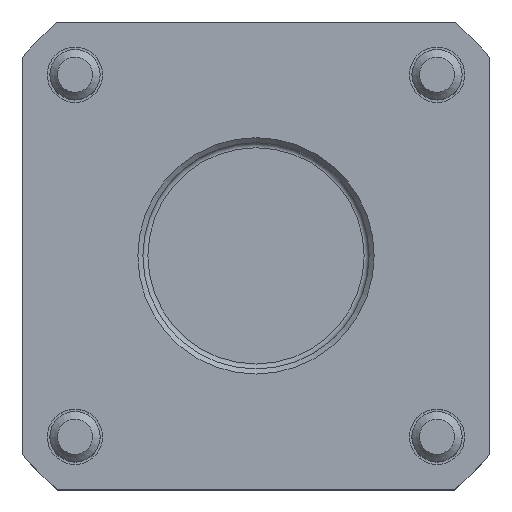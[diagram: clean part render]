
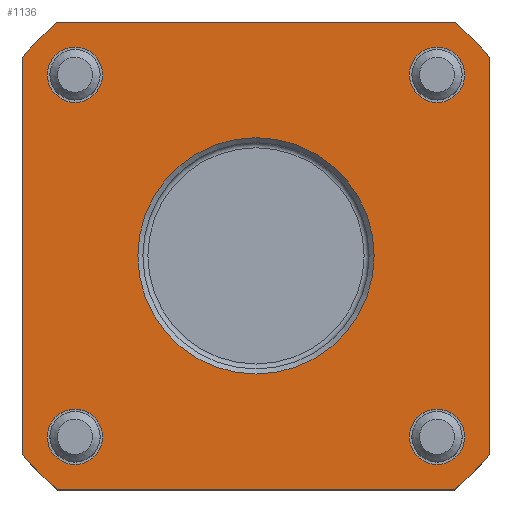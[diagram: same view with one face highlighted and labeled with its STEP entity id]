
A CAD part, top view. The second image highlights one B-rep face of the part: STEP entity #1136.
In plain terms, the highlighted planar face has unit normal (0, 0, 1).
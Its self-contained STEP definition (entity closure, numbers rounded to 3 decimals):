
#155=LINE('',#1826,#211);
#156=LINE('',#1830,#212);
#157=LINE('',#1834,#213);
#158=LINE('',#1838,#214);
#211=VECTOR('',#1448,1000.);
#212=VECTOR('',#1451,1000.);
#213=VECTOR('',#1454,1000.);
#214=VECTOR('',#1457,1000.);
#276=ORIENTED_EDGE('',*,*,#556,.T.);
#277=ORIENTED_EDGE('',*,*,#557,.F.);
#278=ORIENTED_EDGE('',*,*,#558,.F.);
#279=ORIENTED_EDGE('',*,*,#559,.F.);
#280=ORIENTED_EDGE('',*,*,#560,.F.);
#281=ORIENTED_EDGE('',*,*,#561,.F.);
#282=ORIENTED_EDGE('',*,*,#562,.T.);
#283=ORIENTED_EDGE('',*,*,#563,.F.);
#284=ORIENTED_EDGE('',*,*,#564,.T.);
#285=ORIENTED_EDGE('',*,*,#565,.F.);
#286=ORIENTED_EDGE('',*,*,#566,.T.);
#287=ORIENTED_EDGE('',*,*,#567,.F.);
#288=ORIENTED_EDGE('',*,*,#568,.T.);
#556=EDGE_CURVE('',#696,#696,#793,.T.);
#557=EDGE_CURVE('',#697,#697,#794,.T.);
#558=EDGE_CURVE('',#698,#698,#795,.T.);
#559=EDGE_CURVE('',#699,#699,#796,.T.);
#560=EDGE_CURVE('',#700,#700,#797,.T.);
#561=EDGE_CURVE('',#701,#702,#798,.T.);
#562=EDGE_CURVE('',#701,#703,#155,.T.);
#563=EDGE_CURVE('',#704,#703,#799,.T.);
#564=EDGE_CURVE('',#704,#705,#156,.T.);
#565=EDGE_CURVE('',#706,#705,#800,.T.);
#566=EDGE_CURVE('',#706,#707,#157,.T.);
#567=EDGE_CURVE('',#708,#707,#801,.T.);
#568=EDGE_CURVE('',#708,#702,#158,.T.);
#696=VERTEX_POINT('',#1814);
#697=VERTEX_POINT('',#1816);
#698=VERTEX_POINT('',#1818);
#699=VERTEX_POINT('',#1820);
#700=VERTEX_POINT('',#1822);
#701=VERTEX_POINT('',#1824);
#702=VERTEX_POINT('',#1825);
#703=VERTEX_POINT('',#1827);
#704=VERTEX_POINT('',#1829);
#705=VERTEX_POINT('',#1831);
#706=VERTEX_POINT('',#1833);
#707=VERTEX_POINT('',#1835);
#708=VERTEX_POINT('',#1837);
#793=CIRCLE('',#1260,23.5);
#794=CIRCLE('',#1261,5.5);
#795=CIRCLE('',#1262,5.5);
#796=CIRCLE('',#1263,5.5);
#797=CIRCLE('',#1264,5.5);
#798=CIRCLE('',#1265,61.);
#799=CIRCLE('',#1266,61.);
#800=CIRCLE('',#1267,61.);
#801=CIRCLE('',#1268,61.);
#856=EDGE_LOOP('',(#276));
#857=EDGE_LOOP('',(#277));
#858=EDGE_LOOP('',(#278));
#859=EDGE_LOOP('',(#279));
#860=EDGE_LOOP('',(#280));
#861=EDGE_LOOP('',(#281,#282,#283,#284,#285,#286,#287,#288));
#980=FACE_BOUND('',#856,.T.);
#981=FACE_BOUND('',#857,.T.);
#982=FACE_BOUND('',#858,.T.);
#983=FACE_BOUND('',#859,.T.);
#984=FACE_BOUND('',#860,.T.);
#985=FACE_BOUND('',#861,.T.);
#1100=PLANE('',#1259);
#1136=ADVANCED_FACE('',(#980,#981,#982,#983,#984,#985),#1100,.T.);
#1259=AXIS2_PLACEMENT_3D('',#1812,#1434,#1435);
#1260=AXIS2_PLACEMENT_3D('',#1813,#1436,#1437);
#1261=AXIS2_PLACEMENT_3D('',#1815,#1438,#1439);
#1262=AXIS2_PLACEMENT_3D('',#1817,#1440,#1441);
#1263=AXIS2_PLACEMENT_3D('',#1819,#1442,#1443);
#1264=AXIS2_PLACEMENT_3D('',#1821,#1444,#1445);
#1265=AXIS2_PLACEMENT_3D('',#1823,#1446,#1447);
#1266=AXIS2_PLACEMENT_3D('',#1828,#1449,#1450);
#1267=AXIS2_PLACEMENT_3D('',#1832,#1452,#1453);
#1268=AXIS2_PLACEMENT_3D('',#1836,#1455,#1456);
#1434=DIRECTION('',(0.,0.,1.));
#1435=DIRECTION('',(1.,0.,0.));
#1436=DIRECTION('',(0.,0.,-1.));
#1437=DIRECTION('',(-1.,0.,0.));
#1438=DIRECTION('',(0.,0.,1.));
#1439=DIRECTION('',(1.,0.,0.));
#1440=DIRECTION('',(0.,0.,1.));
#1441=DIRECTION('',(1.,0.,0.));
#1442=DIRECTION('',(0.,0.,1.));
#1443=DIRECTION('',(1.,0.,0.));
#1444=DIRECTION('',(0.,0.,1.));
#1445=DIRECTION('',(1.,0.,0.));
#1446=DIRECTION('',(0.,0.,-1.));
#1447=DIRECTION('',(-1.,0.,0.));
#1448=DIRECTION('',(-1.,0.,0.));
#1449=DIRECTION('',(0.,0.,-1.));
#1450=DIRECTION('',(-1.,0.,0.));
#1451=DIRECTION('',(0.,-1.,0.));
#1452=DIRECTION('',(0.,0.,-1.));
#1453=DIRECTION('',(-1.,0.,0.));
#1454=DIRECTION('',(1.,0.,0.));
#1455=DIRECTION('',(0.,0.,-1.));
#1456=DIRECTION('',(-1.,0.,0.));
#1457=DIRECTION('',(0.,1.,0.));
#1812=CARTESIAN_POINT('',(0.,0.,19.));
#1813=CARTESIAN_POINT('',(0.,0.,19.));
#1814=CARTESIAN_POINT('',(-23.5,0.,19.));
#1815=CARTESIAN_POINT('',(-36.,-36.,19.));
#1816=CARTESIAN_POINT('',(-30.5,-36.,19.));
#1817=CARTESIAN_POINT('',(-36.,36.,19.));
#1818=CARTESIAN_POINT('',(-30.5,36.,19.));
#1819=CARTESIAN_POINT('',(36.,-36.,19.));
#1820=CARTESIAN_POINT('',(41.5,-36.,19.));
#1821=CARTESIAN_POINT('',(36.,36.,19.));
#1822=CARTESIAN_POINT('',(41.5,36.,19.));
#1823=CARTESIAN_POINT('',(0.,0.,19.));
#1824=CARTESIAN_POINT('',(39.481,46.5,19.));
#1825=CARTESIAN_POINT('',(46.5,39.481,19.));
#1826=CARTESIAN_POINT('',(46.5,46.5,19.));
#1827=CARTESIAN_POINT('',(-39.481,46.5,19.));
#1828=CARTESIAN_POINT('',(0.,0.,19.));
#1829=CARTESIAN_POINT('',(-46.5,39.481,19.));
#1830=CARTESIAN_POINT('',(-46.5,46.5,19.));
#1831=CARTESIAN_POINT('',(-46.5,-39.481,19.));
#1832=CARTESIAN_POINT('',(0.,0.,19.));
#1833=CARTESIAN_POINT('',(-39.481,-46.5,19.));
#1834=CARTESIAN_POINT('',(-46.5,-46.5,19.));
#1835=CARTESIAN_POINT('',(39.481,-46.5,19.));
#1836=CARTESIAN_POINT('',(0.,0.,19.));
#1837=CARTESIAN_POINT('',(46.5,-39.481,19.));
#1838=CARTESIAN_POINT('',(46.5,-46.5,19.));
